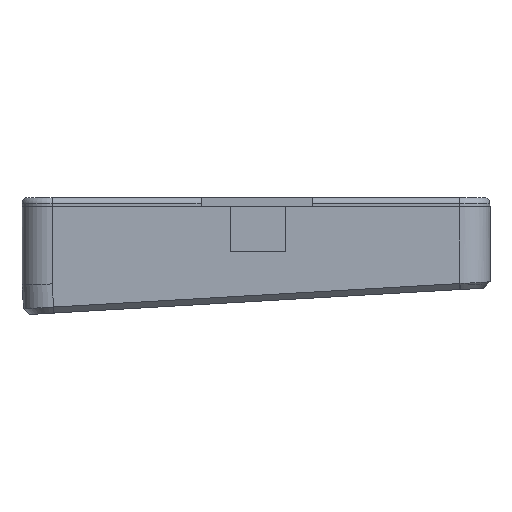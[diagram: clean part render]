
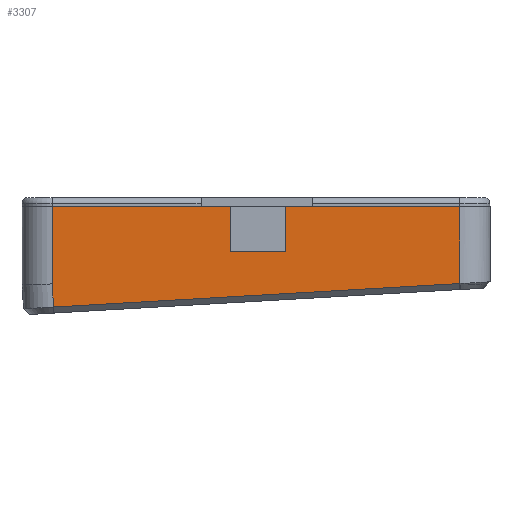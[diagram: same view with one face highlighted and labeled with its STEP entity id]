
A CAD part, left-side view. The second image highlights one B-rep face of the part: STEP entity #3307.
In plain terms, the highlighted planar face has unit normal (-1, 0, 0).
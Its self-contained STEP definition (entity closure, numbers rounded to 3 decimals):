
#164=B_SPLINE_CURVE_WITH_KNOTS('',3,(#5003,#5004,#5005,#5006),
 .UNSPECIFIED.,.F.,.F.,(4,4),(1.559,1.571),
 .UNSPECIFIED.);
#344=FACE_OUTER_BOUND('',#530,.T.);
#530=EDGE_LOOP('',(#2262,#2263,#2264,#2265,#2266,#2267,#2268,#2269,#2270,
#2271));
#761=LINE('',#4899,#1085);
#773=LINE('',#5043,#1097);
#774=LINE('',#5047,#1098);
#775=LINE('',#5049,#1099);
#776=LINE('',#5051,#1100);
#777=LINE('',#5053,#1101);
#778=LINE('',#5055,#1102);
#779=LINE('',#5057,#1103);
#780=LINE('',#5058,#1104);
#1085=VECTOR('',#3878,10.);
#1097=VECTOR('',#3902,10.);
#1098=VECTOR('',#3907,10.);
#1099=VECTOR('',#3908,10.);
#1100=VECTOR('',#3909,10.);
#1101=VECTOR('',#3910,10.);
#1102=VECTOR('',#3911,10.);
#1103=VECTOR('',#3912,10.);
#1104=VECTOR('',#3913,10.);
#1409=VERTEX_POINT('',#4896);
#1410=VERTEX_POINT('',#4898);
#1412=VERTEX_POINT('',#4926);
#1422=VERTEX_POINT('',#5042);
#1423=VERTEX_POINT('',#5046);
#1424=VERTEX_POINT('',#5048);
#1425=VERTEX_POINT('',#5050);
#1426=VERTEX_POINT('',#5052);
#1427=VERTEX_POINT('',#5054);
#1428=VERTEX_POINT('',#5056);
#1733=EDGE_CURVE('',#1409,#1410,#761,.T.);
#1748=EDGE_CURVE('',#1412,#1409,#164,.T.);
#1755=EDGE_CURVE('',#1410,#1422,#773,.T.);
#1757=EDGE_CURVE('',#1423,#1412,#774,.T.);
#1758=EDGE_CURVE('',#1424,#1423,#775,.T.);
#1759=EDGE_CURVE('',#1424,#1425,#776,.T.);
#1760=EDGE_CURVE('',#1425,#1426,#777,.T.);
#1761=EDGE_CURVE('',#1426,#1427,#778,.T.);
#1762=EDGE_CURVE('',#1428,#1427,#779,.T.);
#1763=EDGE_CURVE('',#1422,#1428,#780,.T.);
#2262=ORIENTED_EDGE('',*,*,#1733,.F.);
#2263=ORIENTED_EDGE('',*,*,#1748,.F.);
#2264=ORIENTED_EDGE('',*,*,#1757,.F.);
#2265=ORIENTED_EDGE('',*,*,#1758,.F.);
#2266=ORIENTED_EDGE('',*,*,#1759,.T.);
#2267=ORIENTED_EDGE('',*,*,#1760,.T.);
#2268=ORIENTED_EDGE('',*,*,#1761,.T.);
#2269=ORIENTED_EDGE('',*,*,#1762,.F.);
#2270=ORIENTED_EDGE('',*,*,#1763,.F.);
#2271=ORIENTED_EDGE('',*,*,#1755,.F.);
#3203=PLANE('',#3521);
#3307=ADVANCED_FACE('',(#344),#3203,.T.);
#3521=AXIS2_PLACEMENT_3D('',#5045,#3905,#3906);
#3878=DIRECTION('',(0.,0.998,-0.058));
#3902=DIRECTION('',(0.,0.058,0.998));
#3905=DIRECTION('center_axis',(-1.,0.,0.));
#3906=DIRECTION('ref_axis',(0.,-1.,0.));
#3907=DIRECTION('',(0.,0.,-1.));
#3908=DIRECTION('',(0.,-1.,0.));
#3909=DIRECTION('',(0.,0.,-1.));
#3910=DIRECTION('',(0.,1.,0.));
#3911=DIRECTION('',(0.,0.,1.));
#3912=DIRECTION('',(0.,-1.,0.));
#3913=DIRECTION('',(0.,0.,1.));
#4896=CARTESIAN_POINT('',(-7.5,-2.442,0.209));
#4898=CARTESIAN_POINT('',(-7.5,65.028,-3.696));
#4899=CARTESIAN_POINT('',(-7.5,31.289,-1.743));
#4926=CARTESIAN_POINT('',(-7.5,-2.5,0.212));
#5003=CARTESIAN_POINT('Ctrl Pts',(-7.5,-2.5,0.212));
#5004=CARTESIAN_POINT('Ctrl Pts',(-7.5,-2.481,0.211));
#5005=CARTESIAN_POINT('Ctrl Pts',(-7.5,-2.461,0.21));
#5006=CARTESIAN_POINT('Ctrl Pts',(-7.5,-2.442,0.209));
#5042=CARTESIAN_POINT('',(-7.5,65.25,0.145));
#5043=CARTESIAN_POINT('',(-7.5,65.114,-2.203));
#5045=CARTESIAN_POINT('Origin',(-7.5,70.25,0.));
#5046=CARTESIAN_POINT('',(-7.5,-2.5,13.));
#5047=CARTESIAN_POINT('',(-7.5,-2.5,0.));
#5048=CARTESIAN_POINT('',(-7.5,26.405,13.));
#5049=CARTESIAN_POINT('',(-7.5,70.25,13.));
#5050=CARTESIAN_POINT('',(-7.5,26.405,5.5));
#5051=CARTESIAN_POINT('',(-7.5,26.405,6.5));
#5052=CARTESIAN_POINT('',(-7.5,35.605,5.5));
#5053=CARTESIAN_POINT('',(-7.5,50.628,5.5));
#5054=CARTESIAN_POINT('',(-7.5,35.605,13.));
#5055=CARTESIAN_POINT('',(-7.5,35.605,6.5));
#5056=CARTESIAN_POINT('',(-7.5,65.25,13.));
#5057=CARTESIAN_POINT('',(-7.5,70.25,13.));
#5058=CARTESIAN_POINT('',(-7.5,65.25,0.));
